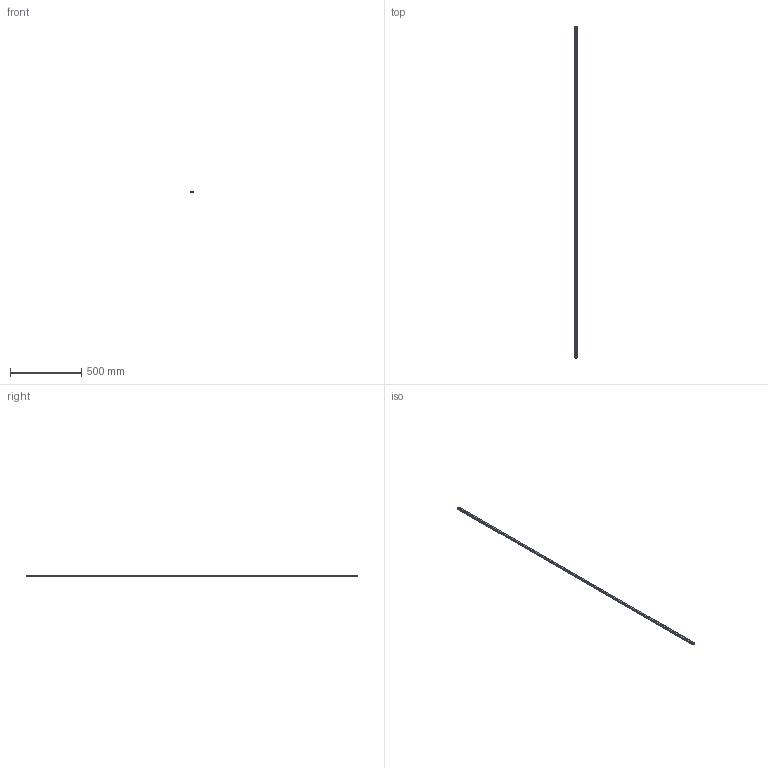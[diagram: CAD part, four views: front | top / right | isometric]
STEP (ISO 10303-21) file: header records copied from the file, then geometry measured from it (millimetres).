
FILE_DESCRIPTION(('STEP AP214'),'1');
FILE_NAME('cctmp_A7B3CD12-550D-458F-8B72-C872AED29B1D_2021_02_03_11_05_40_0338..stp','2021-02-03T10:05:40',('HIWIN GmbH'),('CADClick - www.CADClick.com'),'Spatial InterOp 3D',' ','unknown authorization');
FILE_SCHEMA(('AUTOMOTIVE_DESIGN'));
Length unit declared in the file: millimetre
Products named in the file (1): EGR15U2330C_FILE
Bounding box: 15 x 2330 x 12.5 mm (x, y, z)
Volume: 371117.5 mm3; surface area: 142001.7 mm2
Topology: 1 solids, 1 shells, 493 faces, 1227 edges, 818 vertices
Faces by surface type: cylinder 252, plane 241
Entity records: 18969 total; most frequent: DIRECTION 2875, CARTESIAN_POINT 2539, ORIENTED_EDGE 2454, EDGE_CURVE 1227, AXIS2_PLACEMENT_3D 1154, VERTEX_POINT 818, EDGE_LOOP 575, LINE 567
